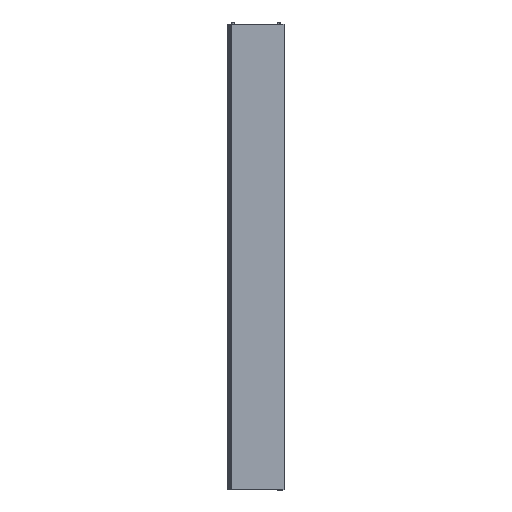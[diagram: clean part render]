
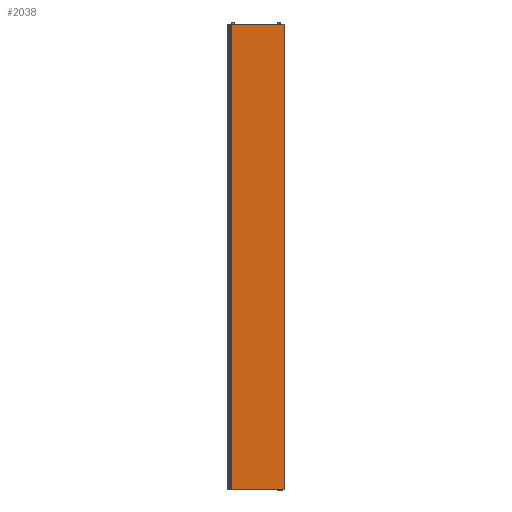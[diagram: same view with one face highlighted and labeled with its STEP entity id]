
A CAD part, front view. The second image highlights one B-rep face of the part: STEP entity #2038.
In plain terms, the highlighted planar face has unit normal (0, -1, 0).
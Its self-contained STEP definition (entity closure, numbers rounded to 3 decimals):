
#128 = DIRECTION ( 'NONE',  ( 0., 0., 1. ) ) ;
#224 = EDGE_LOOP ( 'NONE', ( #1634, #2217, #2816, #930 ) ) ;
#287 = DIRECTION ( 'NONE',  ( 0., 0., 1. ) ) ;
#337 = CARTESIAN_POINT ( 'NONE',  ( 36.683, -4.905, -305.2 ) ) ;
#491 = DIRECTION ( 'NONE',  ( 1., 0., 0. ) ) ;
#529 = EDGE_CURVE ( 'NONE', #2275, #756, #2819, .T. ) ;
#624 = DIRECTION ( 'NONE',  ( 0., 0., -1. ) ) ;
#639 = DIRECTION ( 'NONE',  ( 0., -1., 0. ) ) ;
#756 = VERTEX_POINT ( 'NONE', #1650 ) ;
#930 = ORIENTED_EDGE ( 'NONE', *, *, #993, .T. ) ;
#993 = EDGE_CURVE ( 'NONE', #2864, #756, #2157, .T. ) ;
#1034 = CARTESIAN_POINT ( 'NONE',  ( -31.984, -4.905, -305.2 ) ) ;
#1090 = VECTOR ( 'NONE', #1379, 1000. ) ;
#1132 = CARTESIAN_POINT ( 'NONE',  ( -31.984, -4.905, -305.2 ) ) ;
#1263 = PLANE ( 'NONE',  #2344 ) ;
#1379 = DIRECTION ( 'NONE',  ( 1., 0., 0. ) ) ;
#1392 = LINE ( 'NONE', #1132, #1090 ) ;
#1458 = EDGE_CURVE ( 'NONE', #1530, #2275, #2257, .T. ) ;
#1530 = VERTEX_POINT ( 'NONE', #1747 ) ;
#1538 = VECTOR ( 'NONE', #287, 1000. ) ;
#1632 = VECTOR ( 'NONE', #491, 1000. ) ;
#1634 = ORIENTED_EDGE ( 'NONE', *, *, #529, .F. ) ;
#1650 = CARTESIAN_POINT ( 'NONE',  ( 36.683, -4.905, 304.8 ) ) ;
#1747 = CARTESIAN_POINT ( 'NONE',  ( -31.984, -4.905, -305.2 ) ) ;
#2004 = CARTESIAN_POINT ( 'NONE',  ( -31.984, -4.905, -305.2 ) ) ;
#2038 = ADVANCED_FACE ( 'NONE', ( #2453 ), #1263, .T. ) ;
#2137 = EDGE_CURVE ( 'NONE', #1530, #2864, #1392, .T. ) ;
#2157 = LINE ( 'NONE', #2356, #1538 ) ;
#2217 = ORIENTED_EDGE ( 'NONE', *, *, #1458, .F. ) ;
#2257 = LINE ( 'NONE', #2004, #2675 ) ;
#2275 = VERTEX_POINT ( 'NONE', #2493 ) ;
#2344 = AXIS2_PLACEMENT_3D ( 'NONE', #1034, #639, #624 ) ;
#2356 = CARTESIAN_POINT ( 'NONE',  ( 36.683, -4.905, -305.2 ) ) ;
#2453 = FACE_OUTER_BOUND ( 'NONE', #224, .T. ) ;
#2493 = CARTESIAN_POINT ( 'NONE',  ( -31.984, -4.905, 304.8 ) ) ;
#2675 = VECTOR ( 'NONE', #128, 1000. ) ;
#2788 = CARTESIAN_POINT ( 'NONE',  ( -31.984, -4.905, 304.8 ) ) ;
#2816 = ORIENTED_EDGE ( 'NONE', *, *, #2137, .T. ) ;
#2819 = LINE ( 'NONE', #2788, #1632 ) ;
#2864 = VERTEX_POINT ( 'NONE', #337 ) ;
